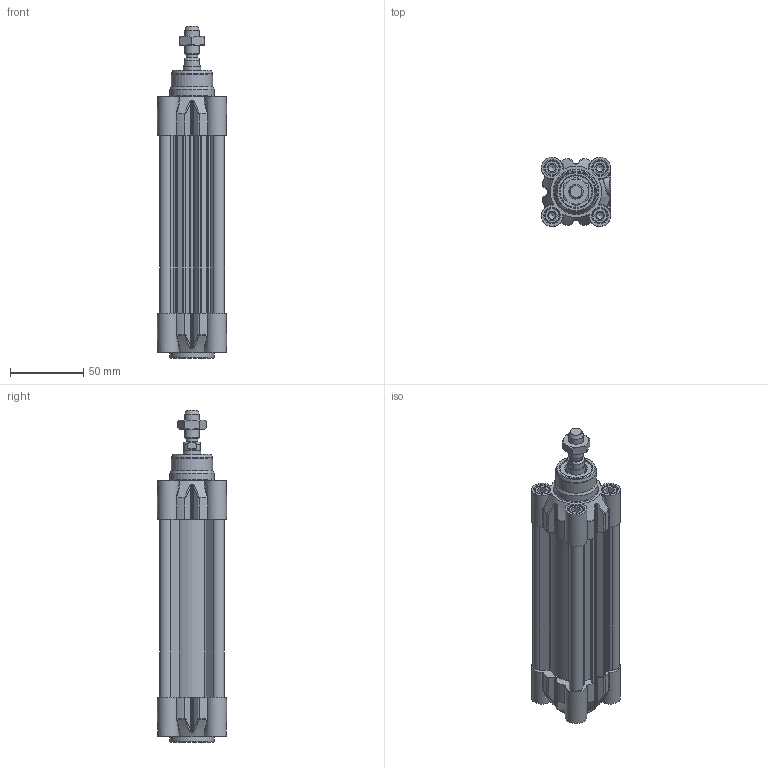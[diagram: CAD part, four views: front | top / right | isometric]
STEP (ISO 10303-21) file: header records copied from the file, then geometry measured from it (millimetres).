
FILE_DESCRIPTION(/* description */ ('CILINDRO D.E. MAGNETICO AMMORTIZZATO ISO 15552'),/* implementation_level */ '2;1');
FILE_NAME(/* name */ 'HDM032.080.GS.M.stp',/* time_stamp */ '2021-03-02T12:44:49+01:00',/* author */ ('carlo.corazza'),/* organization */ (''),/* preprocessor_version */ 'ST-DEVELOPER v18.1',/* originating_system */ 'Autodesk Inventor 2020',/* authorisation */ '');
FILE_SCHEMA (('AUTOMOTIVE_DESIGN { 1 0 10303 214 3 1 1 }'));
Length unit declared in the file: millimetre
Products named in the file (6): HDM032.080.GS.M; 29.2010.000.0; CORPO-080; STELO H032-080; TA032; TP032
Assembly tree (5 placements, depth 2):
  HDM032.080.GS.M
    29.2010.000.0
    CORPO-080
    STELO H032-080
    TA032
    TP032
Bounding box: 47 x 47 x 226 mm (x, y, z)
Volume: 214703.7 mm3; surface area: 109580.8 mm2
Topology: 5 solids, 12 shells, 945 faces, 2418 edges, 1574 vertices
Faces by surface type: plane 327, cylinder 253, bspline 182, cone 94, torus 69, sphere 20
Full cylindrical faces by diameter (mm): 2.1 x2, 4.917 x8, 6 x8, 6.2 x8, 7 x2, 7.9 x1, 7.991 x2, 8 x2, 8.566 x2, 8.647 x1, 10 x9, 10.3 x8, 11.6 x1, 11.804 x1, 12 x3, 12.8 x1, 12.847 x1, 16 x2, 22 x2, 28 x1, 30 x2, 32 x2
Entity records: 32998 total; most frequent: CARTESIAN_POINT 9461, ORIENTED_EDGE 4808, DIRECTION 4445, EDGE_CURVE 2404, AXIS2_PLACEMENT_3D 1690, VERTEX_POINT 1574, LINE 1065, VECTOR 1065
